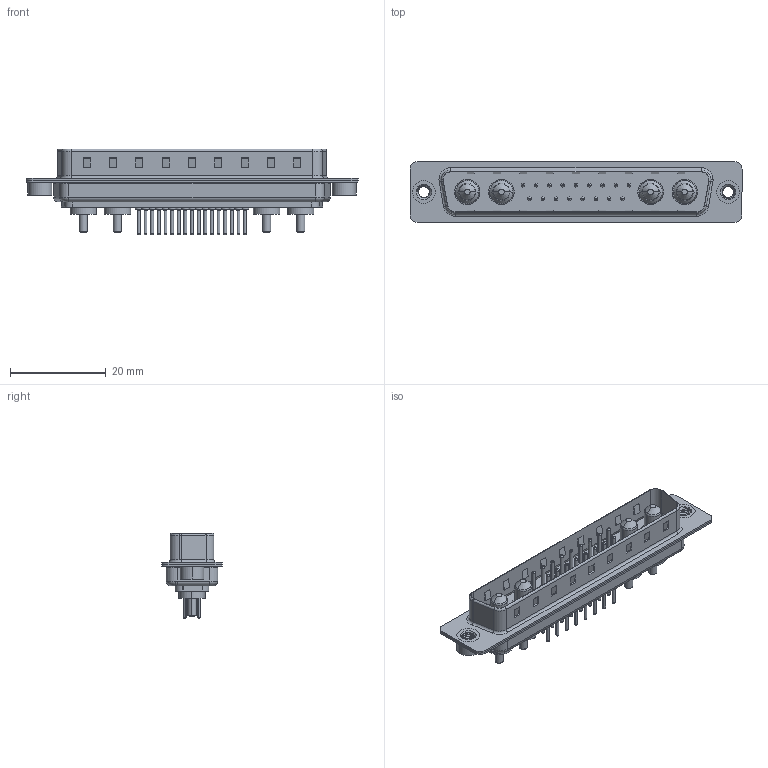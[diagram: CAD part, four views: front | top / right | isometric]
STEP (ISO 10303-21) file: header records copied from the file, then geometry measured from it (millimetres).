
FILE_DESCRIPTION (( 'STEP AP203' ), '1' );
FILE_NAME ('627-21W4624-1TA.STEP', '2019-05-30T18:42:51', ( '' ), ( '' ), 'SwSTEP 2.0', 'SolidWorks 2016', '' );
FILE_SCHEMA (( 'CONFIG_CONTROL_DESIGN' ));
Length unit declared in the file: millimetre
Products named in the file (9): 627Combo Contact Row 1_24; 627Combo Contact Row 2_24; 627-21W4624-1TA; 627Combo Housing_21W4; 627Combo Shell Rear_37 Contacts; 627Combo Shell Front_37 Contacts; 627Combo Threaded Rivet_A; Power Pin_10A S; 627Combo Threaded Rivet_2
Assembly tree (26 placements, depth 2):
  627-21W4624-1TA
    627Combo Housing_21W4
    627Combo Shell Rear_37 Contacts
    627Combo Shell Front_37 Contacts
    627Combo Threaded Rivet_A
    Power Pin_10A S  x4
    627Combo Threaded Rivet_2
    627Combo Contact Row 1_24  x9
    627Combo Contact Row 2_24  x8
Bounding box: 69.3 x 12.6 x 17.9 mm (x, y, z)
Volume: 3984.5 mm3; surface area: 9090.8 mm2
Topology: 30 solids, 30 shells, 1200 faces, 2652 edges, 1620 vertices
Faces by surface type: cylinder 456, plane 362, torus 330, cone 38, bspline 14
Entity records: 24159 total; most frequent: CARTESIAN_POINT 6679, DIRECTION 3567, ORIENTED_EDGE 3182, EDGE_CURVE 1591, AXIS2_PLACEMENT_3D 1378, VERTEX_POINT 1008, EDGE_LOOP 813, VECTOR 811
